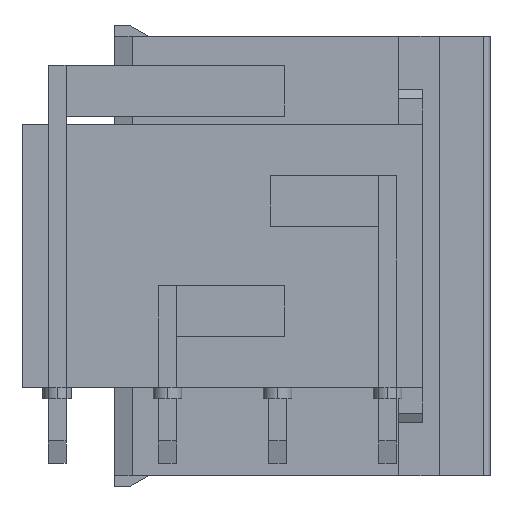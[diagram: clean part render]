
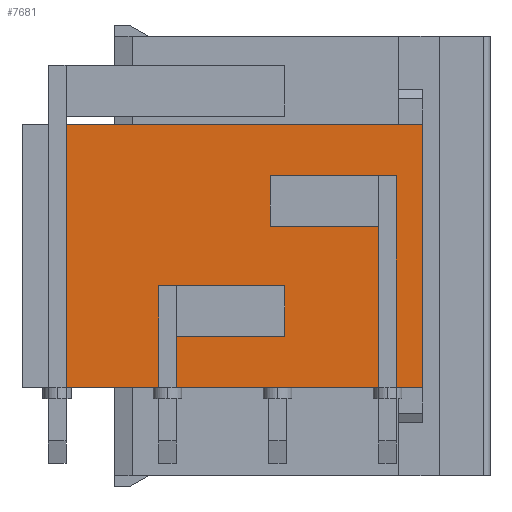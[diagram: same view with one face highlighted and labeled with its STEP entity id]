
A CAD part, front view. The second image highlights one B-rep face of the part: STEP entity #7681.
In plain terms, the highlighted planar face has unit normal (0, -1, 0).
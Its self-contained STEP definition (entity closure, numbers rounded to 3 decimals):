
#3705=CARTESIAN_POINT('',(9.1,-1.4,0.));
#3706=VERTEX_POINT('',#3705);
#3713=CARTESIAN_POINT('',(7.9,-1.4,0.));
#3714=VERTEX_POINT('',#3713);
#3715=CARTESIAN_POINT('',(9.1,-1.4,0.));
#3716=DIRECTION('',(-1.0,0.0,0.0));
#3717=VECTOR('',#3716,1.2);
#3718=LINE('',#3715,#3717);
#3719=EDGE_CURVE('',#3706,#3714,#3718,.T.);
#3730=CARTESIAN_POINT('',(7.1,-1.4,0.));
#3731=VERTEX_POINT('',#3730);
#3738=CARTESIAN_POINT('',(-2.1,-1.4,0.));
#3739=VERTEX_POINT('',#3738);
#3740=CARTESIAN_POINT('',(7.1,-1.4,0.));
#3741=DIRECTION('',(-1.0,0.0,0.0));
#3742=VECTOR('',#3741,9.2);
#3743=LINE('',#3740,#3742);
#3744=EDGE_CURVE('',#3731,#3739,#3743,.T.);
#3762=CARTESIAN_POINT('',(-2.9,-1.4,0.));
#3763=VERTEX_POINT('',#3762);
#3770=CARTESIAN_POINT('',(-7.1,-1.4,0.));
#3771=VERTEX_POINT('',#3770);
#3772=CARTESIAN_POINT('',(-7.1,-1.4,0.));
#3773=DIRECTION('',(1.0,0.0,0.0));
#3774=VECTOR('',#3773,4.2);
#3775=LINE('',#3772,#3774);
#3776=EDGE_CURVE('',#3771,#3763,#3775,.T.);
#3912=CARTESIAN_POINT('',(2.831,-1.4,4.625));
#3913=VERTEX_POINT('',#3912);
#3920=CARTESIAN_POINT('',(-2.9,-1.4,4.625));
#3921=VERTEX_POINT('',#3920);
#3922=CARTESIAN_POINT('',(-2.9,-1.4,4.625));
#3923=DIRECTION('',(1.0,0.0,0.0));
#3924=VECTOR('',#3923,5.731);
#3925=LINE('',#3922,#3924);
#3926=EDGE_CURVE('',#3921,#3913,#3925,.T.);
#5063=CARTESIAN_POINT('',(-7.1,-1.4,11.95));
#5064=VERTEX_POINT('',#5063);
#5065=CARTESIAN_POINT('',(-7.1,-1.4,11.95));
#5066=DIRECTION('',(0.0,0.0,-1.0));
#5067=VECTOR('',#5066,11.95);
#5068=LINE('',#5065,#5067);
#5069=EDGE_CURVE('',#5064,#3771,#5068,.T.);
#5217=CARTESIAN_POINT('',(2.831,-1.4,2.325));
#5218=VERTEX_POINT('',#5217);
#5233=CARTESIAN_POINT('',(-2.1,-1.4,2.325));
#5234=VERTEX_POINT('',#5233);
#5241=CARTESIAN_POINT('',(-2.1,-1.4,2.325));
#5242=DIRECTION('',(1.0,0.0,0.0));
#5243=VECTOR('',#5242,4.931);
#5244=LINE('',#5241,#5243);
#5245=EDGE_CURVE('',#5234,#5218,#5244,.T.);
#5984=CARTESIAN_POINT('',(9.1,-1.4,11.95));
#5985=VERTEX_POINT('',#5984);
#5992=CARTESIAN_POINT('',(9.1,-1.4,0.));
#5993=DIRECTION('',(0.0,0.0,1.0));
#5994=VECTOR('',#5993,11.95);
#5995=LINE('',#5992,#5994);
#5996=EDGE_CURVE('',#3706,#5985,#5995,.T.);
#6302=CARTESIAN_POINT('',(-2.1,-1.4,0.));
#6303=DIRECTION('',(0.0,0.0,1.0));
#6304=VECTOR('',#6303,2.325);
#6305=LINE('',#6302,#6304);
#6306=EDGE_CURVE('',#3739,#5234,#6305,.T.);
#7054=CARTESIAN_POINT('',(2.169,-1.4,9.625));
#7055=VERTEX_POINT('',#7054);
#7062=CARTESIAN_POINT('',(2.169,-1.4,7.325));
#7063=VERTEX_POINT('',#7062);
#7064=CARTESIAN_POINT('',(2.169,-1.4,9.625));
#7065=DIRECTION('',(0.0,0.0,-1.0));
#7066=VECTOR('',#7065,2.3);
#7067=LINE('',#7064,#7066);
#7068=EDGE_CURVE('',#7055,#7063,#7067,.T.);
#7119=CARTESIAN_POINT('',(-2.9,-1.4,4.625));
#7120=DIRECTION('',(0.0,0.0,-1.0));
#7121=VECTOR('',#7120,4.625);
#7122=LINE('',#7119,#7121);
#7123=EDGE_CURVE('',#3921,#3763,#7122,.T.);
#7255=CARTESIAN_POINT('',(7.1,-1.4,7.325));
#7256=VERTEX_POINT('',#7255);
#7263=CARTESIAN_POINT('',(7.1,-1.4,7.325));
#7264=DIRECTION('',(0.0,0.0,-1.0));
#7265=VECTOR('',#7264,7.325);
#7266=LINE('',#7263,#7265);
#7267=EDGE_CURVE('',#7256,#3731,#7266,.T.);
#7437=CARTESIAN_POINT('',(2.831,-1.4,4.625));
#7438=DIRECTION('',(0.0,0.0,-1.0));
#7439=VECTOR('',#7438,2.3);
#7440=LINE('',#7437,#7439);
#7441=EDGE_CURVE('',#3913,#5218,#7440,.T.);
#7595=CARTESIAN_POINT('',(7.9,-1.4,9.625));
#7596=VERTEX_POINT('',#7595);
#7605=CARTESIAN_POINT('',(7.9,-1.4,9.625));
#7606=DIRECTION('',(0.0,0.0,-1.0));
#7607=VECTOR('',#7606,9.625);
#7608=LINE('',#7605,#7607);
#7609=EDGE_CURVE('',#7596,#3714,#7608,.T.);
#7643=CARTESIAN_POINT('',(-7.91,-1.4,12.547));
#7644=DIRECTION('',(0.0,-1.0,0.0));
#7645=DIRECTION('',(0.0,0.0,-1.0));
#7646=AXIS2_PLACEMENT_3D('',#7643,#7644,#7645);
#7647=PLANE('',#7646);
#7648=ORIENTED_EDGE('',*,*,#7123,.F.);
#7649=ORIENTED_EDGE('',*,*,#3926,.T.);
#7650=ORIENTED_EDGE('',*,*,#7441,.T.);
#7651=ORIENTED_EDGE('',*,*,#5245,.F.);
#7652=ORIENTED_EDGE('',*,*,#6306,.F.);
#7653=ORIENTED_EDGE('',*,*,#3744,.F.);
#7654=ORIENTED_EDGE('',*,*,#7267,.F.);
#7655=CARTESIAN_POINT('',(2.169,-1.4,7.325));
#7656=DIRECTION('',(1.0,0.0,0.0));
#7657=VECTOR('',#7656,4.931);
#7658=LINE('',#7655,#7657);
#7659=EDGE_CURVE('',#7063,#7256,#7658,.T.);
#7660=ORIENTED_EDGE('',*,*,#7659,.F.);
#7661=ORIENTED_EDGE('',*,*,#7068,.F.);
#7662=CARTESIAN_POINT('',(2.169,-1.4,9.625));
#7663=DIRECTION('',(1.0,0.0,0.0));
#7664=VECTOR('',#7663,5.731);
#7665=LINE('',#7662,#7664);
#7666=EDGE_CURVE('',#7055,#7596,#7665,.T.);
#7667=ORIENTED_EDGE('',*,*,#7666,.T.);
#7668=ORIENTED_EDGE('',*,*,#7609,.T.);
#7669=ORIENTED_EDGE('',*,*,#3719,.F.);
#7670=ORIENTED_EDGE('',*,*,#5996,.T.);
#7671=CARTESIAN_POINT('',(9.1,-1.4,11.95));
#7672=DIRECTION('',(-1.0,0.0,0.0));
#7673=VECTOR('',#7672,16.2);
#7674=LINE('',#7671,#7673);
#7675=EDGE_CURVE('',#5985,#5064,#7674,.T.);
#7676=ORIENTED_EDGE('',*,*,#7675,.T.);
#7677=ORIENTED_EDGE('',*,*,#5069,.T.);
#7678=ORIENTED_EDGE('',*,*,#3776,.T.);
#7679=EDGE_LOOP('',(#7648,#7649,#7650,#7651,#7652,#7653,#7654,#7660,#7661,#7667,#7668,#7669,#7670,#7676,#7677,#7678));
#7680=FACE_OUTER_BOUND('',#7679,.T.);
#7681=ADVANCED_FACE('',(#7680),#7647,.T.);
